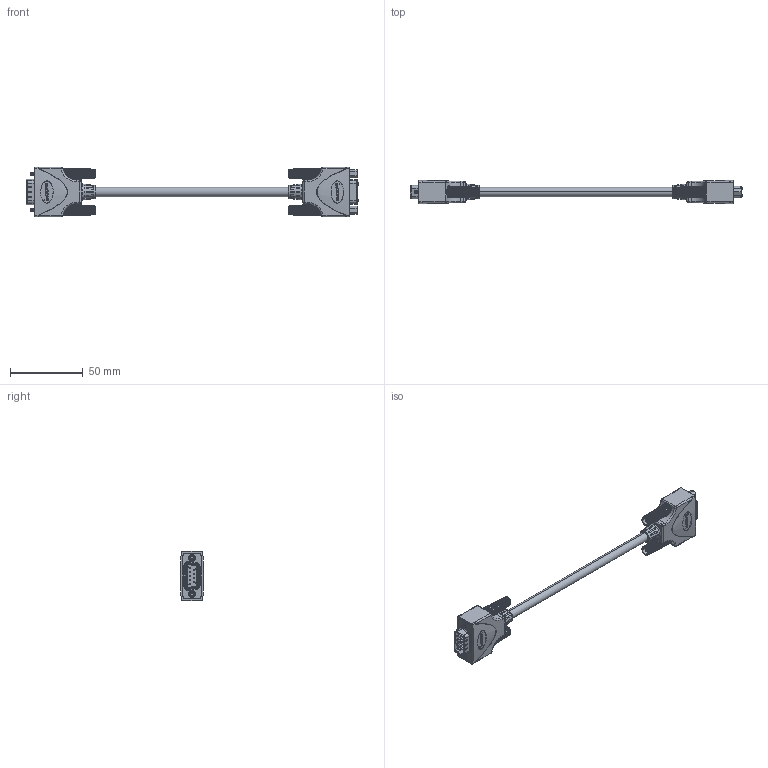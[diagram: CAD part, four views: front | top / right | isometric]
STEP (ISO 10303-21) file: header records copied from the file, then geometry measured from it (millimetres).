
FILE_DESCRIPTION (( 'STEP AP214' ), '1' );
FILE_NAME ('CSMUZ9MF.STEP', '2014-05-16T13:05:12', ( 'x' ), ( '' ), 'SwSTEP 2.0', 'SolidWorks 2014', '' );
FILE_SCHEMA (( 'AUTOMOTIVE_DESIGN' ));
Length unit declared in the file: inch
Products named in the file (12): 1AL08-033; CSMUZ9MF; MTN-294_New Logo (Female); 1AJ05-005(nut csm series)___; 1AC08-017___; MTN-294_New Logo (Male); 1AC08-016___; 1AY03-034___; 1AJ06-040; MTN-393; 1AJ06-040-MA1; MTN-294_New Logo
Assembly tree (17 placements, depth 4):
  CSMUZ9MF
    1AL08-033
    MTN-294_New Logo (Male)
      MTN-294_New Logo
      1AJ06-040  x2
        1AJ06-040-MA1
        MTN-393
      1AY03-034___
      1AC08-016___
    MTN-294_New Logo (Female)
      MTN-294_New Logo
      1AJ06-040  x2
        1AJ06-040-MA1
        MTN-393
      1AY03-034___
      1AC08-017___
      1AJ05-005(nut csm series)___  x2
Bounding box: 228.5 x 16.17 x 33.8 mm (x, y, z)
Volume: 28044.8 mm3; surface area: 31568.6 mm2
Topology: 18 solids, 18 shells, 3005 faces, 7546 edges, 4727 vertices
Faces by surface type: plane 1083, cylinder 767, cone 526, bspline 416, torus 171, sphere 42
Entity records: 67855 total; most frequent: CARTESIAN_POINT 26188, ORIENTED_EDGE 8576, DIRECTION 7492, EDGE_CURVE 4288, VERTEX_POINT 2716, AXIS2_PLACEMENT_3D 2656, VECTOR 2180, LINE 2180
